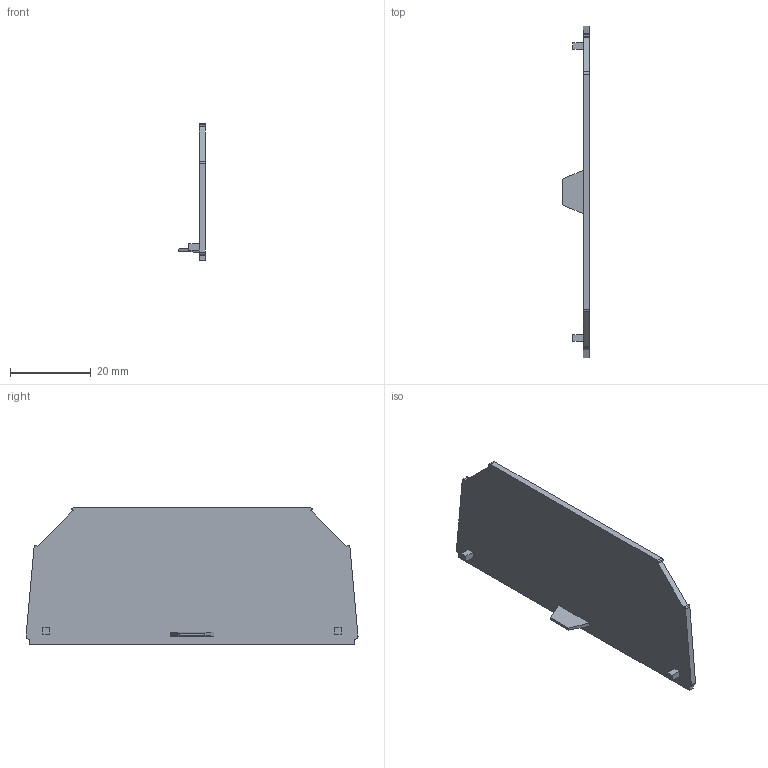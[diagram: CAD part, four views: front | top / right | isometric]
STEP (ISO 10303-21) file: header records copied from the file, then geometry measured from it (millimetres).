
FILE_DESCRIPTION(('CATIA V5R20 STEP214'),'2;1');
FILE_NAME ('5888985_2', '2014-07-08T08:46:14+00:00', ('Weidmueller Interface'), ('Weidmueller'), 'CATIA Version 5 Release 20 SP 5 (IN-10)', 'CATIA V5 STEP AP214', 'none');
FILE_SCHEMA(('AUTOMOTIVE_DESIGN { 1 0 10303 214 1 1 1 1 }'));
Length unit declared in the file: millimetre
Products named in the file (1): 1135170000_WAP_WTL6_SL_OR
Bounding box: 6.5 x 82.2 x 33.85 mm (x, y, z)
Volume: 3932.5 mm3; surface area: 5626.3 mm2
Topology: 1 solids, 1 shells, 39 faces, 102 edges, 68 vertices
Faces by surface type: plane 29, cylinder 10
Entity records: 1184 total; most frequent: CARTESIAN_POINT 207, ORIENTED_EDGE 204, DIRECTION 174, EDGE_CURVE 102, VECTOR 82, LINE 82, VERTEX_POINT 68, AXIS2_PLACEMENT_3D 57
